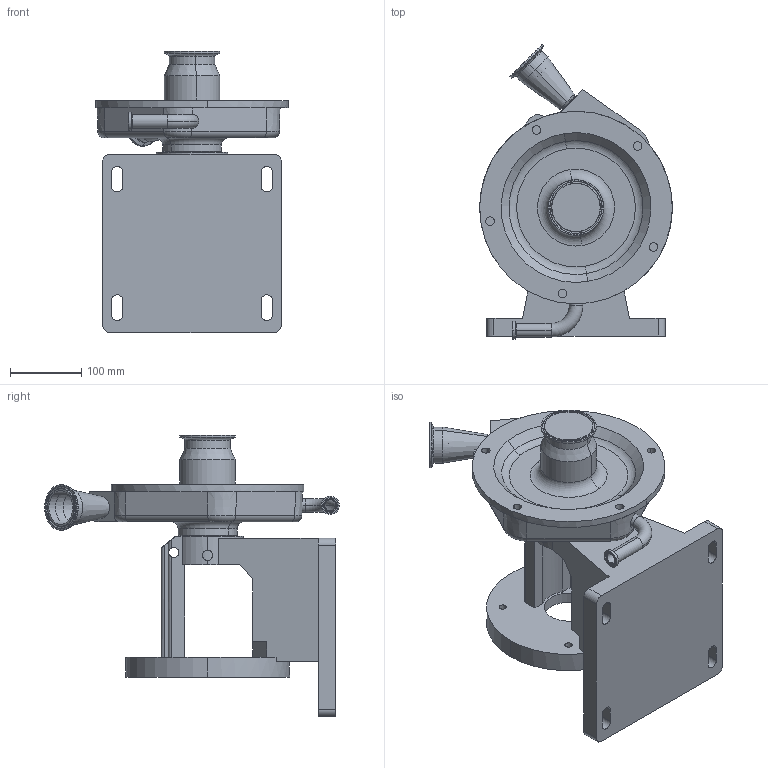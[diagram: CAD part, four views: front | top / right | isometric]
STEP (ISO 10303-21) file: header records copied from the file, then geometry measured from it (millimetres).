
FILE_DESCRIPTION (( 'STEP AP214' ), '1' );
FILE_NAME ('FP 740 180TC 45L 3-4 In ELBOW LEFT.STEP', '2010-02-24T20:39:24', ( ' ' ), ( '' ), 'SwSTEP 2.0', 'SolidWorks 2010', '' );
FILE_SCHEMA (( 'AUTOMOTIVE_DESIGN' ));
Length unit declared in the file: millimetre
Products named in the file (2): FP 740 180TC 45L 3-4 In ELBOW LEFT; FP 740 180TC 45L 3-4 In ELBOW LEFT^1275000109
Assembly tree (1 placements, depth 2):
  FP 740 180TC 45L 3-4 In ELBOW LEFT
    FP 740 180TC 45L 3-4 In ELBOW LEFT^1275000109
Bounding box: 269.96 x 413.06 x 394 mm (x, y, z)
Volume: 7597159.1 mm3; surface area: 672722.4 mm2
Topology: 1 solids, 2 shells, 290 faces, 745 edges, 466 vertices
Faces by surface type: cylinder 119, plane 84, cone 43, torus 42, sphere 1, bspline 1
Entity records: 9661 total; most frequent: CARTESIAN_POINT 2278, DIRECTION 1654, ORIENTED_EDGE 1490, EDGE_CURVE 745, AXIS2_PLACEMENT_3D 661, VERTEX_POINT 466, CIRCLE 368, LINE 332
